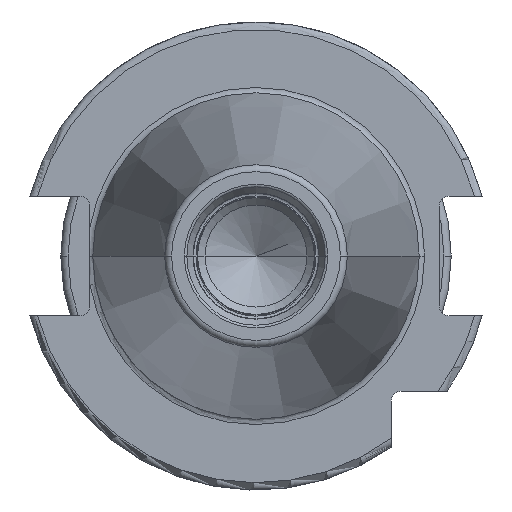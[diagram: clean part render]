
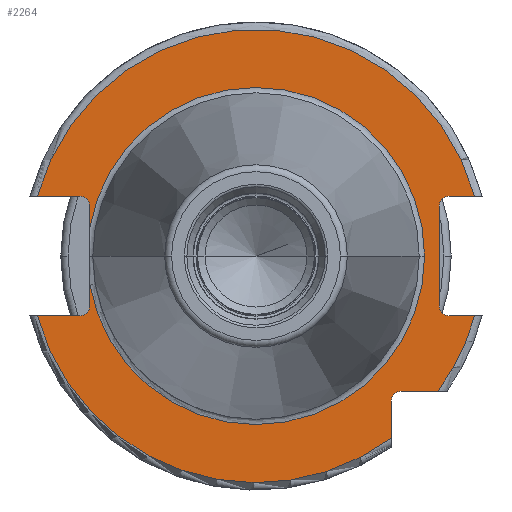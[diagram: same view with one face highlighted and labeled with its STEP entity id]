
A CAD part, left-side view. The second image highlights one B-rep face of the part: STEP entity #2264.
In plain terms, the highlighted planar face has unit normal (-1, 0, 0).
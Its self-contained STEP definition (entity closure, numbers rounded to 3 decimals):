
#181=CARTESIAN_POINT('',(3.2,23.9,-6.75));
#182=DIRECTION('',(1.,0.,0.));
#183=DIRECTION('',(0.,-1.,0.));
#184=AXIS2_PLACEMENT_3D('',#181,#182,#183);
#240=CARTESIAN_POINT('',(3.2,23.9,6.75));
#241=DIRECTION('',(1.,0.,0.));
#242=DIRECTION('',(0.,0.,1.));
#243=AXIS2_PLACEMENT_3D('',#240,#241,#242);
#280=CARTESIAN_POINT('',(3.2,-26.2,6.75));
#281=DIRECTION('',(1.,0.,0.));
#282=DIRECTION('',(0.,1.,0.));
#283=AXIS2_PLACEMENT_3D('',#280,#281,#282);
#356=CARTESIAN_POINT('',(3.2,-26.2,-6.75));
#357=DIRECTION('',(1.,0.,0.));
#358=DIRECTION('',(0.,0.,-1.));
#359=AXIS2_PLACEMENT_3D('',#356,#357,#358);
#423=DIRECTION('',(0.,0.,-1.));
#424=VECTOR('',#423,2.908);
#425=CARTESIAN_POINT('',(3.2,22.55,6.75));
#426=LINE('',#425,#424);
#427=DIRECTION('',(0.,-1.,0.));
#428=VECTOR('',#427,5.777);
#429=CARTESIAN_POINT('',(3.2,29.677,8.1));
#430=LINE('',#429,#428);
#431=CARTESIAN_POINT('',(3.2,0.,0.));
#432=DIRECTION('',(1.,0.,0.));
#433=DIRECTION('',(0.,0.965,0.263));
#434=AXIS2_PLACEMENT_3D('',#431,#432,#433);
#436=DIRECTION('',(0.,1.,0.));
#437=VECTOR('',#436,3.477);
#438=CARTESIAN_POINT('',(3.2,-29.677,8.1));
#439=LINE('',#438,#437);
#440=DIRECTION('',(0.,0.,1.));
#441=VECTOR('',#440,13.5);
#442=CARTESIAN_POINT('',(3.2,-24.85,-6.75));
#443=LINE('',#442,#441);
#444=DIRECTION('',(0.,1.,0.));
#445=VECTOR('',#444,3.477);
#446=CARTESIAN_POINT('',(3.2,-29.677,-8.1));
#447=LINE('',#446,#445);
#448=CARTESIAN_POINT('',(3.2,0.,0.));
#449=DIRECTION('',(-1.,0.,0.));
#450=DIRECTION('',(0.,-0.803,-0.597));
#451=AXIS2_PLACEMENT_3D('',#448,#449,#450);
#453=DIRECTION('',(0.,-1.,0.));
#454=VECTOR('',#453,4.99);
#455=CARTESIAN_POINT('',(3.2,-19.7,-18.35));
#456=LINE('',#455,#454);
#457=DIRECTION('',(0.,0.,1.));
#458=VECTOR('',#457,4.99);
#459=CARTESIAN_POINT('',(3.2,-18.35,-24.69));
#460=LINE('',#459,#458);
#461=CARTESIAN_POINT('',(3.2,0.,0.));
#462=DIRECTION('',(-1.,0.,0.));
#463=DIRECTION('',(0.,0.965,-0.263));
#464=AXIS2_PLACEMENT_3D('',#461,#462,#463);
#466=DIRECTION('',(0.,-1.,0.));
#467=VECTOR('',#466,5.777);
#468=CARTESIAN_POINT('',(3.2,29.677,-8.1));
#469=LINE('',#468,#467);
#470=DIRECTION('',(0.,0.,-1.));
#471=VECTOR('',#470,2.908);
#472=CARTESIAN_POINT('',(3.2,22.55,-3.842));
#473=LINE('',#472,#471);
#483=CARTESIAN_POINT('',(3.2,29.677,8.1));
#490=CARTESIAN_POINT('',(3.2,-29.677,8.1));
#910=CARTESIAN_POINT('',(3.2,29.677,-8.1));
#946=CARTESIAN_POINT('',(3.2,-29.677,-8.1));
#973=CARTESIAN_POINT('',(3.2,-19.7,-19.7));
#974=DIRECTION('',(1.,0.,0.));
#975=DIRECTION('',(0.,1.,0.));
#976=AXIS2_PLACEMENT_3D('',#973,#974,#975);
#1053=CARTESIAN_POINT('',(3.2,22.55,-3.842));
#1065=CARTESIAN_POINT('',(3.2,0.,0.));
#1066=DIRECTION('',(-1.,0.,0.));
#1067=DIRECTION('',(0.,0.986,-0.168));
#1068=AXIS2_PLACEMENT_3D('',#1065,#1066,#1067);
#1070=CARTESIAN_POINT('',(3.2,22.55,3.842));
#1081=CARTESIAN_POINT('',(3.2,0.,0.));
#1082=DIRECTION('',(1.,0.,0.));
#1083=DIRECTION('',(0.,0.986,0.168));
#1084=AXIS2_PLACEMENT_3D('',#1081,#1082,#1083);
#1398=CARTESIAN_POINT('',(3.2,-22.875,0.));
#1400=VERTEX_POINT('',#1398);
#1540=VERTEX_POINT('',#1070);
#1542=VERTEX_POINT('',#1053);
#1545=VERTEX_POINT('',#483);
#1546=VERTEX_POINT('',#490);
#1549=VERTEX_POINT('',#910);
#1550=VERTEX_POINT('',#946);
#1565=CARTESIAN_POINT('',(3.2,-18.35,-24.69));
#1566=VERTEX_POINT('',#1565);
#1568=CARTESIAN_POINT('',(3.2,-26.2,-8.1));
#1570=VERTEX_POINT('',#1568);
#1572=CARTESIAN_POINT('',(3.2,-26.2,8.1));
#1574=VERTEX_POINT('',#1572);
#1581=CARTESIAN_POINT('',(3.2,23.9,8.1));
#1582=VERTEX_POINT('',#1581);
#1583=CARTESIAN_POINT('',(3.2,22.55,6.75));
#1584=VERTEX_POINT('',#1583);
#1585=CARTESIAN_POINT('',(3.2,22.55,-6.75));
#1586=VERTEX_POINT('',#1585);
#1587=CARTESIAN_POINT('',(3.2,23.9,-8.1));
#1588=VERTEX_POINT('',#1587);
#1589=CARTESIAN_POINT('',(3.2,-24.85,-6.75));
#1590=CARTESIAN_POINT('',(3.2,-24.85,6.75));
#1591=VERTEX_POINT('',#1589);
#1592=VERTEX_POINT('',#1590);
#1593=CARTESIAN_POINT('',(3.2,-19.7,-18.35));
#1594=CARTESIAN_POINT('',(3.2,-24.69,-18.35));
#1595=VERTEX_POINT('',#1593);
#1596=VERTEX_POINT('',#1594);
#1597=CARTESIAN_POINT('',(3.2,-18.35,-19.7));
#1598=VERTEX_POINT('',#1597);
#2230=CARTESIAN_POINT('',(3.2,0.,0.));
#2231=DIRECTION('',(1.,0.,0.));
#2232=DIRECTION('',(0.,-1.,0.));
#2233=AXIS2_PLACEMENT_3D('',#2230,#2231,#2232);
#2234=PLANE('',#2233);
#2235=ORIENTED_EDGE('',*,*,#1887,.F.);
#2236=ORIENTED_EDGE('',*,*,#1974,.F.);
#2237=ORIENTED_EDGE('',*,*,#2008,.F.);
#2239=ORIENTED_EDGE('',*,*,#2238,.T.);
#2240=ORIENTED_EDGE('',*,*,#2035,.T.);
#2241=ORIENTED_EDGE('',*,*,#2070,.F.);
#2242=ORIENTED_EDGE('',*,*,#2087,.F.);
#2243=ORIENTED_EDGE('',*,*,#2128,.F.);
#2244=ORIENTED_EDGE('',*,*,#2163,.F.);
#2246=ORIENTED_EDGE('',*,*,#2245,.F.);
#2248=ORIENTED_EDGE('',*,*,#2247,.F.);
#2250=ORIENTED_EDGE('',*,*,#2249,.F.);
#2252=ORIENTED_EDGE('',*,*,#2251,.F.);
#2254=ORIENTED_EDGE('',*,*,#2253,.F.);
#2255=ORIENTED_EDGE('',*,*,#2204,.T.);
#2256=ORIENTED_EDGE('',*,*,#1906,.F.);
#2257=ORIENTED_EDGE('',*,*,#1893,.F.);
#2259=ORIENTED_EDGE('',*,*,#2258,.T.);
#2261=ORIENTED_EDGE('',*,*,#2260,.F.);
#2262=EDGE_LOOP('',(#2235,#2236,#2237,#2239,#2240,#2241,#2242,#2243,#2244,#2246,
#2248,#2250,#2252,#2254,#2255,#2256,#2257,#2259,#2261));
#2263=FACE_OUTER_BOUND('',#2262,.F.);
#2264=ADVANCED_FACE('',(#2263),#2234,.F.);
#185=CIRCLE('',#184,1.35);
#244=CIRCLE('',#243,1.35);
#284=CIRCLE('',#283,1.35);
#360=CIRCLE('',#359,1.35);
#435=CIRCLE('',#434,30.763);
#452=CIRCLE('',#451,30.763);
#465=CIRCLE('',#464,30.763);
#977=CIRCLE('',#976,1.35);
#1069=CIRCLE('',#1068,22.875);
#1085=CIRCLE('',#1084,22.875);
#1887=EDGE_CURVE('',#1584,#1540,#426,.T.);
#1893=EDGE_CURVE('',#1542,#1586,#473,.T.);
#1906=EDGE_CURVE('',#1586,#1588,#185,.T.);
#1974=EDGE_CURVE('',#1582,#1584,#244,.T.);
#2008=EDGE_CURVE('',#1545,#1582,#430,.T.);
#2035=EDGE_CURVE('',#1546,#1574,#439,.T.);
#2070=EDGE_CURVE('',#1592,#1574,#284,.T.);
#2087=EDGE_CURVE('',#1591,#1592,#443,.T.);
#2128=EDGE_CURVE('',#1570,#1591,#360,.T.);
#2163=EDGE_CURVE('',#1550,#1570,#447,.T.);
#2204=EDGE_CURVE('',#1549,#1588,#469,.T.);
#2238=EDGE_CURVE('',#1545,#1546,#435,.T.);
#2245=EDGE_CURVE('',#1596,#1550,#452,.T.);
#2247=EDGE_CURVE('',#1595,#1596,#456,.T.);
#2249=EDGE_CURVE('',#1598,#1595,#977,.T.);
#2251=EDGE_CURVE('',#1566,#1598,#460,.T.);
#2253=EDGE_CURVE('',#1549,#1566,#465,.T.);
#2258=EDGE_CURVE('',#1542,#1400,#1069,.T.);
#2260=EDGE_CURVE('',#1540,#1400,#1085,.T.);
